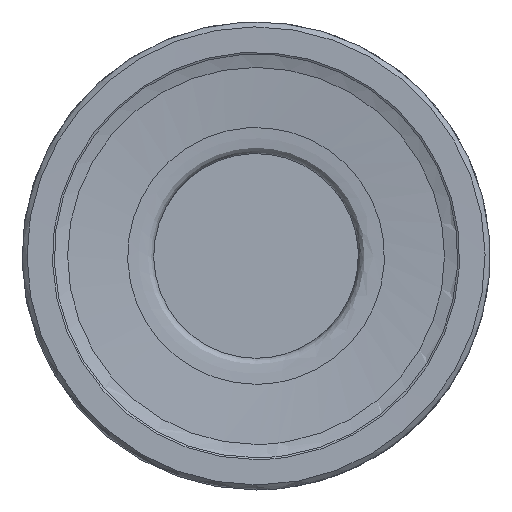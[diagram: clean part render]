
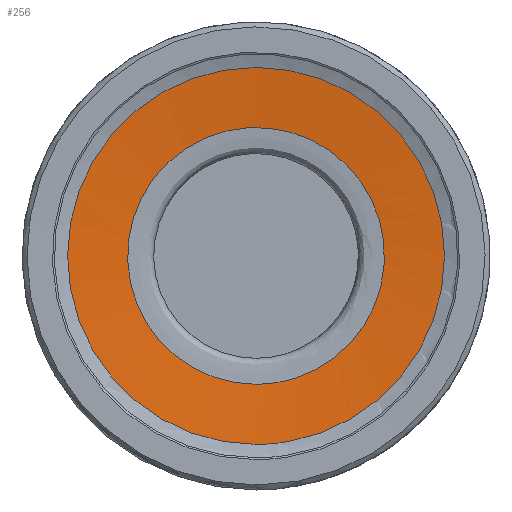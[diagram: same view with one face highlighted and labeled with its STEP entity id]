
A CAD part, left-side view. The second image highlights one B-rep face of the part: STEP entity #256.
In plain terms, the highlighted face is a revolution surface.
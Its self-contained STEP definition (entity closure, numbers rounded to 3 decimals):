
#35=SURFACE_OF_REVOLUTION('',#63,#49);
#49=AXIS1_PLACEMENT('',#970,#701);
#63=B_SPLINE_CURVE_WITH_KNOTS('',3,(#960,#961,#962,#963,#964,#965,#966,
#967,#968,#969),.UNSPECIFIED.,.F.,.F.,(4,3,3,4),(0.,0.261,0.523,
1.),.UNSPECIFIED.);
#256=ADVANCED_FACE('',(#319,#320),#35,.T.);
#319=FACE_BOUND('',#381,.T.);
#320=FACE_BOUND('',#382,.T.);
#381=EDGE_LOOP('',(#443));
#382=EDGE_LOOP('',(#444));
#443=ORIENTED_EDGE('',*,*,#509,.F.);
#444=ORIENTED_EDGE('',*,*,#508,.T.);
#477=VERTEX_POINT('',#931);
#478=VERTEX_POINT('',#959);
#508=EDGE_CURVE('',#477,#477,#539,.T.);
#509=EDGE_CURVE('',#478,#478,#540,.T.);
#539=CIRCLE('',#589,6.039);
#540=CIRCLE('',#590,8.864);
#589=AXIS2_PLACEMENT_3D('',#930,#696,#697);
#590=AXIS2_PLACEMENT_3D('',#958,#699,#700);
#696=DIRECTION('',(1.,0.,0.));
#697=DIRECTION('',(0.,0.,-1.));
#699=DIRECTION('',(1.,0.,0.));
#700=DIRECTION('',(0.,0.,-1.));
#701=DIRECTION('',(1.,0.,0.));
#930=CARTESIAN_POINT('',(0.534,0.,0.));
#931=CARTESIAN_POINT('',(0.534,0.,-6.039));
#958=CARTESIAN_POINT('',(0.29,0.,0.));
#959=CARTESIAN_POINT('',(0.29,0.,-8.864));
#960=CARTESIAN_POINT('',(0.534,-5.915,1.215));
#961=CARTESIAN_POINT('',(0.513,-6.172,1.154));
#962=CARTESIAN_POINT('',(0.491,-6.426,1.093));
#963=CARTESIAN_POINT('',(0.47,-6.682,1.032));
#964=CARTESIAN_POINT('',(0.449,-6.938,0.971));
#965=CARTESIAN_POINT('',(0.428,-7.194,0.91));
#966=CARTESIAN_POINT('',(0.406,-7.449,0.849));
#967=CARTESIAN_POINT('',(0.368,-7.916,0.737));
#968=CARTESIAN_POINT('',(0.327,-8.38,0.627));
#969=CARTESIAN_POINT('',(0.29,-8.849,0.514));
#970=CARTESIAN_POINT('',(0.,0.,0.));
